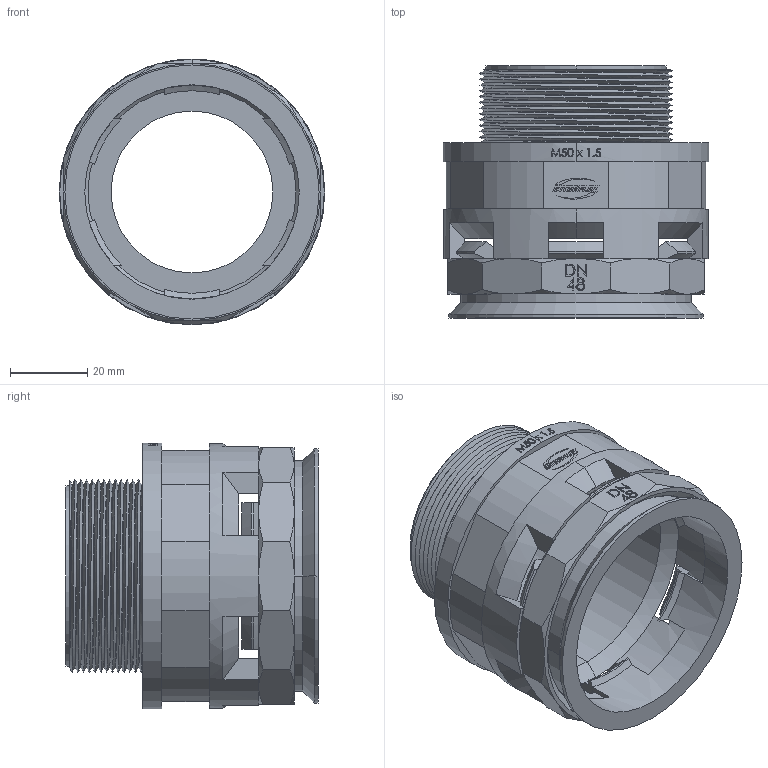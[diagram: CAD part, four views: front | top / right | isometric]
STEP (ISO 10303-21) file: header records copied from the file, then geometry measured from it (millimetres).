
FILE_DESCRIPTION (( 'STEP AP203' ), '1' );
FILE_NAME ('(MIR-48M50-)_I3040_0001_13_0.STEP', '2010-07-16T06:55:38', ( 'Llorenç' ), ( '' ), 'SwSTEP 2.0', 'SolidWorks 2007', '' );
FILE_SCHEMA (( 'CONFIG_CONTROL_DESIGN' ));
Length unit declared in the file: millimetre
Products named in the file (3): I3041_0000_00_0_Corona per DN48; I3041_0001_00_0_MIR-48M50; (MIR-48M50-)_I3040_0001_13_0
Assembly tree (2 placements, depth 2):
  (MIR-48M50-)_I3040_0001_13_0
    I3041_0000_00_0_Corona per DN48
    I3041_0001_00_0_MIR-48M50
Bounding box: 69 x 65.53 x 69 mm (x, y, z)
Volume: 58194.1 mm3; surface area: 36137.1 mm2
Topology: 3 solids, 3 shells, 427 faces, 1172 edges, 770 vertices
Faces by surface type: plane 225, bspline 83, cone 61, cylinder 58
Entity records: 21636 total; most frequent: CARTESIAN_POINT 11170, ORIENTED_EDGE 2344, DIRECTION 1753, EDGE_CURVE 1172, VERTEX_POINT 770, LINE 607, VECTOR 607, AXIS2_PLACEMENT_3D 573
